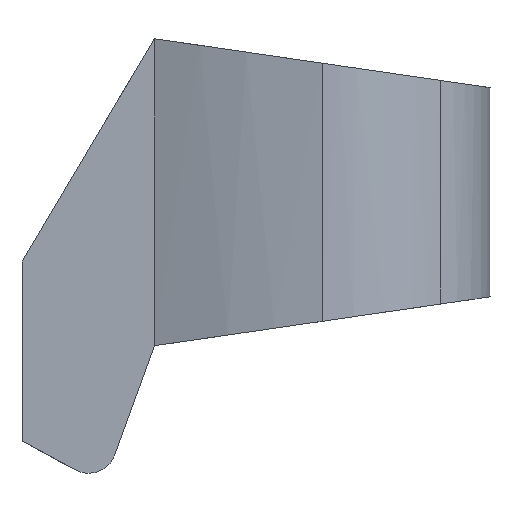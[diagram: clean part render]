
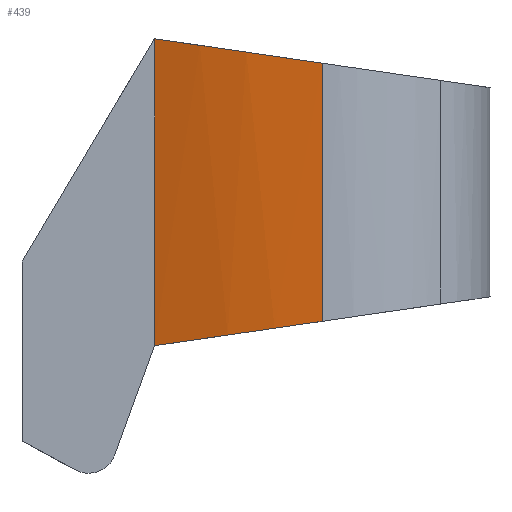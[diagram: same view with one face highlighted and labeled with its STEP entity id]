
A CAD part, left-side view. The second image highlights one B-rep face of the part: STEP entity #439.
In plain terms, the highlighted cylindrical face has radius 49.091 mm (diameter 98.183 mm), a partial arc.
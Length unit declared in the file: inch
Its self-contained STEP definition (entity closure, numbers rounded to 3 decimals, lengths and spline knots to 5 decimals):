
#29=ELLIPSE('',#491,1.95318,1.93273);
#34=ELLIPSE('',#499,1.95318,1.93273);
#62=LINE('',#787,#97);
#69=LINE('',#821,#104);
#97=VECTOR('',#579,0.3937);
#104=VECTOR('',#616,0.3937);
#113=CYLINDRICAL_SURFACE('',#502,1.93273);
#135=FACE_OUTER_BOUND('',#161,.T.);
#161=EDGE_LOOP('',(#381,#382,#383,#384));
#210=VERTEX_POINT('',#779);
#211=VERTEX_POINT('',#783);
#217=VERTEX_POINT('',#799);
#223=VERTEX_POINT('',#815);
#263=EDGE_CURVE('',#211,#210,#62,.T.);
#269=EDGE_CURVE('',#217,#210,#29,.T.);
#278=EDGE_CURVE('',#211,#223,#34,.T.);
#280=EDGE_CURVE('',#223,#217,#69,.T.);
#381=ORIENTED_EDGE('',*,*,#269,.T.);
#382=ORIENTED_EDGE('',*,*,#263,.F.);
#383=ORIENTED_EDGE('',*,*,#278,.T.);
#384=ORIENTED_EDGE('',*,*,#280,.T.);
#439=ADVANCED_FACE('',(#135),#113,.T.);
#491=AXIS2_PLACEMENT_3D('',#800,#589,#590);
#499=AXIS2_PLACEMENT_3D('',#817,#608,#609);
#502=AXIS2_PLACEMENT_3D('',#820,#614,#615);
#579=DIRECTION('',(0.,0.,1.));
#589=DIRECTION('center_axis',(0.,0.144,-0.99));
#590=DIRECTION('ref_axis',(0.,0.99,0.144));
#608=DIRECTION('center_axis',(0.,0.144,0.99));
#609=DIRECTION('ref_axis',(0.,0.99,-0.144));
#614=DIRECTION('center_axis',(0.,0.,1.));
#615=DIRECTION('ref_axis',(-0.932,0.363,0.));
#616=DIRECTION('',(0.,0.,1.));
#779=CARTESIAN_POINT('',(-0.35433,0.47244,0.86614));
#783=CARTESIAN_POINT('',(-0.35433,0.47244,0.));
#787=CARTESIAN_POINT('',(-0.35433,0.47244,0.));
#799=CARTESIAN_POINT('',(-0.47244,0.,0.79724));
#800=CARTESIAN_POINT('Origin',(1.4467,-0.2288,0.76388));
#815=CARTESIAN_POINT('',(-0.47244,0.,0.0689));
#817=CARTESIAN_POINT('Origin',(1.4467,-0.2288,0.10226));
#820=CARTESIAN_POINT('Origin',(1.4467,-0.2288,0.));
#821=CARTESIAN_POINT('',(-0.47244,0.,0.));
